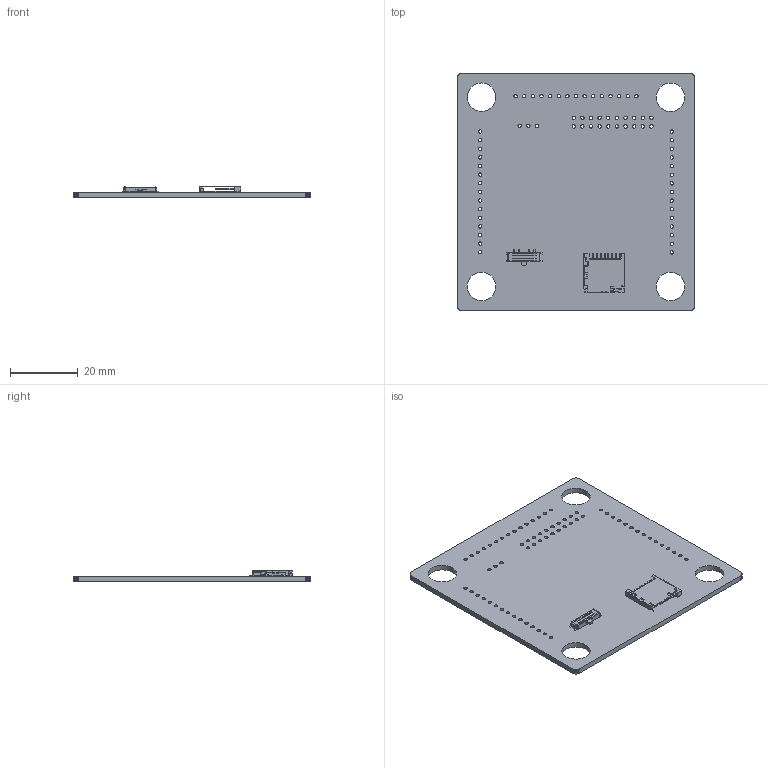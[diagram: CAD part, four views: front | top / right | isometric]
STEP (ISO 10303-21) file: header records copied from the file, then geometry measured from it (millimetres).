
FILE_DESCRIPTION(('KiCad electronic assembly'),'2;1');
FILE_NAME('MC_stack.step','2024-04-26T19:34:25',('Pcbnew'),('Kicad'), 'Open CASCADE STEP processor 7.7','KiCad to STEP converter','Unknown' );
FILE_SCHEMA(('AUTOMOTIVE_DESIGN { 1 0 10303 214 1 1 1 1 }'));
Length unit declared in the file: millimetre
Products named in the file (6): MC_stack 1; microSD_HC_Hirose_DM3D-SF; SOLID; SW_SP3T_PCM13; MC_stack PCB
Assembly tree (5 placements, depth 3):
  MC_stack 1
    microSD_HC_Hirose_DM3D-SF
      SOLID
    SW_SP3T_PCM13
      SOLID
    MC_stack PCB
Bounding box: 70 x 70 x 3.2 mm (x, y, z)
Volume: 7468.2 mm3; surface area: 10841.7 mm2
Topology: 3 solids, 3 shells, 581 faces, 1592 edges, 1008 vertices
Faces by surface type: plane 484, cylinder 95, cone 2
Full cylindrical faces by diameter (mm): 0.8 x2, 1 x68, 8.4 x4
Entity records: 42850 total; most frequent: CARTESIAN_POINT 7283, DIRECTION 5994, LINE 4386, VECTOR 4386, ORIENTED_EDGE 3186, PCURVE 3184, DEFINITIONAL_REPRESENTATION 3184, EDGE_CURVE 1592
